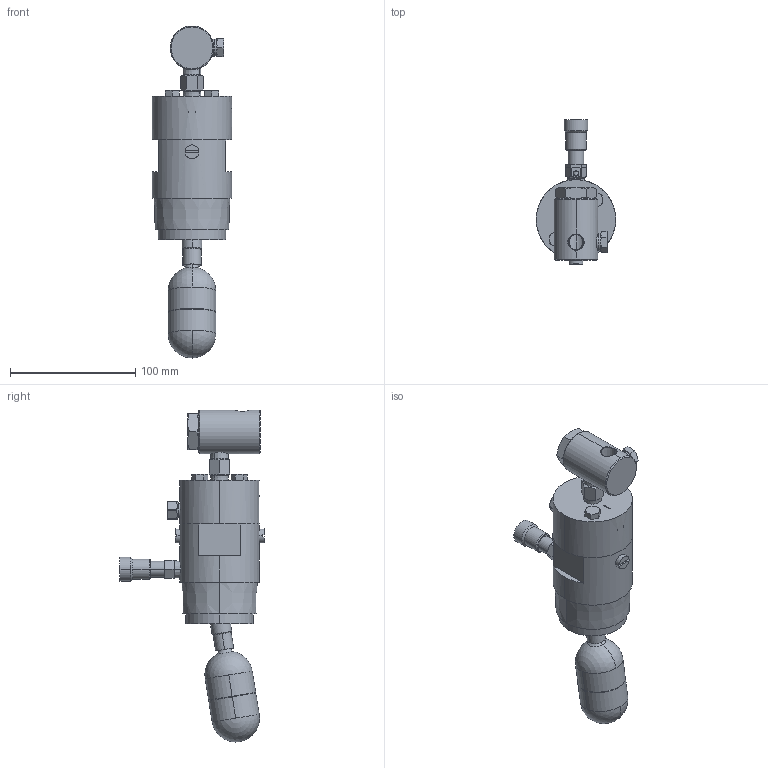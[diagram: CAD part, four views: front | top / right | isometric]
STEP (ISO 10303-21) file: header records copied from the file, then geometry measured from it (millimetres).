
FILE_DESCRIPTION (( 'STEP AP203' ), '1' );
FILE_NAME ('2 INCH PLS (CUA).STEP', '2015-03-25T19:56:24', ( 'PCTech' ), ( 'Microsoft' ), 'SwSTEP 2.0', 'SolidWorks 2015', '' );
FILE_SCHEMA (( 'CONFIG_CONTROL_DESIGN' ));
Length unit declared in the file: inch
Products named in the file (1): 2 INCH PLS (CUA)
Bounding box: 63.5 x 114.96 x 264.92 mm (x, y, z)
Volume: 474301 mm3; surface area: 55637.1 mm2
Topology: 1 solids, 2 shells, 359 faces, 866 edges, 520 vertices
Faces by surface type: plane 125, cone 84, cylinder 62, bspline 61, torus 15, sphere 12
Entity records: 16417 total; most frequent: CARTESIAN_POINT 8587, ORIENTED_EDGE 1696, DIRECTION 1484, EDGE_CURVE 848, AXIS2_PLACEMENT_3D 581, VERTEX_POINT 520, EDGE_LOOP 386, ADVANCED_FACE 359
